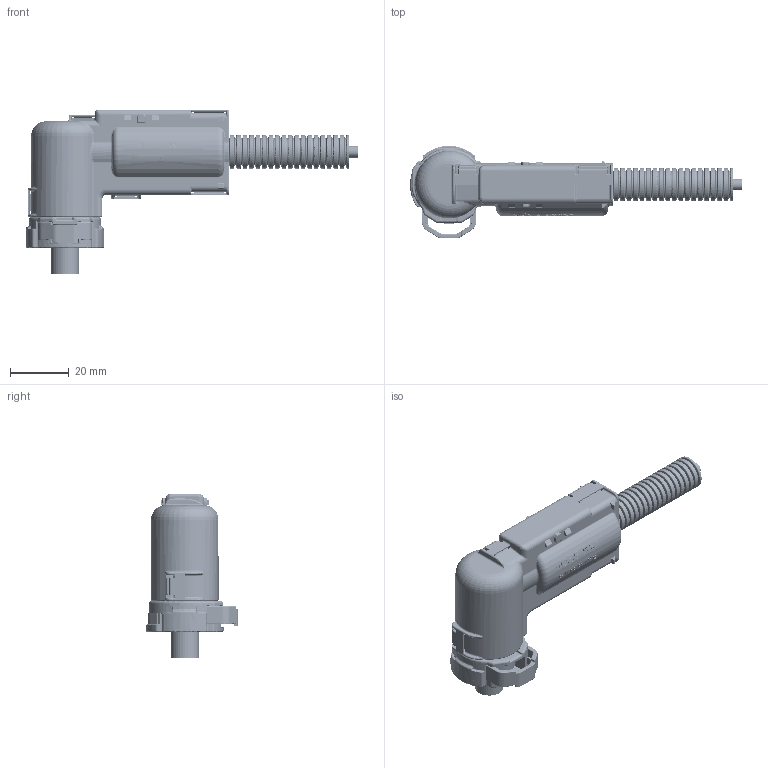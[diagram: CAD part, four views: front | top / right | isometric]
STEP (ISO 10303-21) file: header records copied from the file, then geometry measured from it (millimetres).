
FILE_DESCRIPTION(('CATIA V5 STEP','CAx-IF Rec.Pracs.--- Model Styling and Organization---1.4--- 2014-01-23'),'2;1');
FILE_NAME('Download-SV241NSL_WKU_90_GRAD_3-8_Zoll_4x1_heated.stp','2019-07-24T08:38:21+00:00',('none'),('none'),'CATIA Version 5-6 Release 2016 SP3 HF59','CATIA V5 STEP AP214 Edition 3','none');
FILE_SCHEMA(('AUTOMOTIVE_DESIGN { 1 0 10303 214 3 1 1 1 }'));
Length unit declared in the file: millimetre
Products named in the file (1): Download-SV241NSL_WKU_90_GRAD_3-8_Zoll_4x1_heated
Bounding box: 112.89 x 31.33 x 56.05 mm (x, y, z)
Volume: 23395.2 mm3; surface area: 34132.3 mm2
Topology: 7 solids, 9 shells, 8008 faces, 19917 edges, 11474 vertices
Faces by surface type: cylinder 2386, plane 1972, torus 1563, bspline 1331, sphere 369, cone 330, extrusion 48, revolution 9
Entity records: 311605 total; most frequent: CARTESIAN_POINT 139811, ORIENTED_EDGE 38808, DIRECTION 24504, EDGE_CURVE 19404, AXIS2_PLACEMENT_3D 12153, VERTEX_POINT 11472, EDGE_LOOP 8084, ADVANCED_FACE 8008
